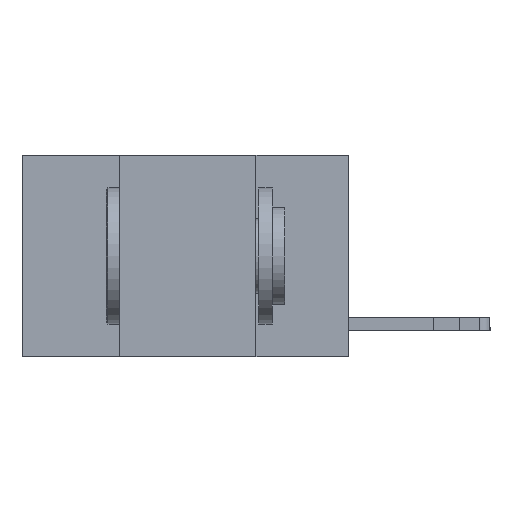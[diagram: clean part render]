
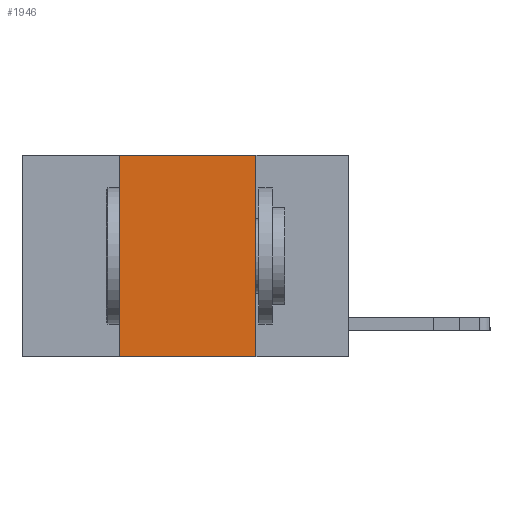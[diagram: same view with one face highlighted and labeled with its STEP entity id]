
A CAD part, left-side view. The second image highlights one B-rep face of the part: STEP entity #1946.
In plain terms, the highlighted planar face has unit normal (-1, 0, 0).
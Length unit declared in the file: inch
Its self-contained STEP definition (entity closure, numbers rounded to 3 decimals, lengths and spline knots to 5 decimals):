
#773 = PLANE ( 'NONE',  #2658 ) ;
#1518 = LINE ( 'NONE', #4434, #2873 ) ;
#1630 = EDGE_CURVE ( 'NONE', #15790, #18492, #7168, .T. ) ;
#1946 = ADVANCED_FACE ( 'NONE', ( #4993 ), #773, .F. ) ;
#2658 = AXIS2_PLACEMENT_3D ( 'NONE', #5187, #5374, #16550 ) ;
#2811 = EDGE_LOOP ( 'NONE', ( #13577, #5595, #11147, #13455 ) ) ;
#2873 = VECTOR ( 'NONE', #6133, 39.37008 ) ;
#3887 = CARTESIAN_POINT ( 'NONE',  ( 0., 0.42, -0.37 ) ) ;
#4120 = EDGE_CURVE ( 'NONE', #18492, #9870, #8298, .T. ) ;
#4170 = CARTESIAN_POINT ( 'NONE',  ( 0., 0.6, 0. ) ) ;
#4434 = CARTESIAN_POINT ( 'NONE',  ( 0., 0.6, -0.37 ) ) ;
#4993 = FACE_OUTER_BOUND ( 'NONE', #2811, .T. ) ;
#5187 = CARTESIAN_POINT ( 'NONE',  ( 0., 0.6, 0. ) ) ;
#5374 = DIRECTION ( 'NONE',  ( 1., 0., 0. ) ) ;
#5595 = ORIENTED_EDGE ( 'NONE', *, *, #1630, .F. ) ;
#5623 = VERTEX_POINT ( 'NONE', #3887 ) ;
#5840 = CARTESIAN_POINT ( 'NONE',  ( 0., 0.42, 0. ) ) ;
#6133 = DIRECTION ( 'NONE',  ( 0., -1., 0. ) ) ;
#6363 = CARTESIAN_POINT ( 'NONE',  ( 0., 0.17, 0. ) ) ;
#7144 = VECTOR ( 'NONE', #17112, 39.37008 ) ;
#7168 = LINE ( 'NONE', #4170, #7144 ) ;
#8298 = LINE ( 'NONE', #18064, #18027 ) ;
#9162 = EDGE_CURVE ( 'NONE', #5623, #9870, #1518, .T. ) ;
#9870 = VERTEX_POINT ( 'NONE', #16342 ) ;
#11132 = VECTOR ( 'NONE', #11550, 39.37008 ) ;
#11147 = ORIENTED_EDGE ( 'NONE', *, *, #17090, .F. ) ;
#11550 = DIRECTION ( 'NONE',  ( 0., 0., 1. ) ) ;
#12089 = CARTESIAN_POINT ( 'NONE',  ( 0., 0.42, 0. ) ) ;
#12354 = DIRECTION ( 'NONE',  ( 0., 0., -1. ) ) ;
#13455 = ORIENTED_EDGE ( 'NONE', *, *, #9162, .T. ) ;
#13577 = ORIENTED_EDGE ( 'NONE', *, *, #4120, .F. ) ;
#14557 = LINE ( 'NONE', #5840, #11132 ) ;
#15790 = VERTEX_POINT ( 'NONE', #12089 ) ;
#16342 = CARTESIAN_POINT ( 'NONE',  ( 0., 0.17, -0.37 ) ) ;
#16550 = DIRECTION ( 'NONE',  ( 0., 0., -1. ) ) ;
#17090 = EDGE_CURVE ( 'NONE', #5623, #15790, #14557, .T. ) ;
#17112 = DIRECTION ( 'NONE',  ( 0., -1., 0. ) ) ;
#18027 = VECTOR ( 'NONE', #12354, 39.37008 ) ;
#18064 = CARTESIAN_POINT ( 'NONE',  ( 0., 0.17, 0. ) ) ;
#18492 = VERTEX_POINT ( 'NONE', #6363 ) ;
